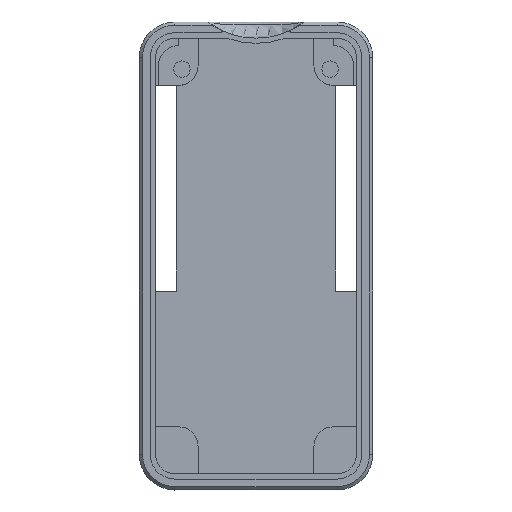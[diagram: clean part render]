
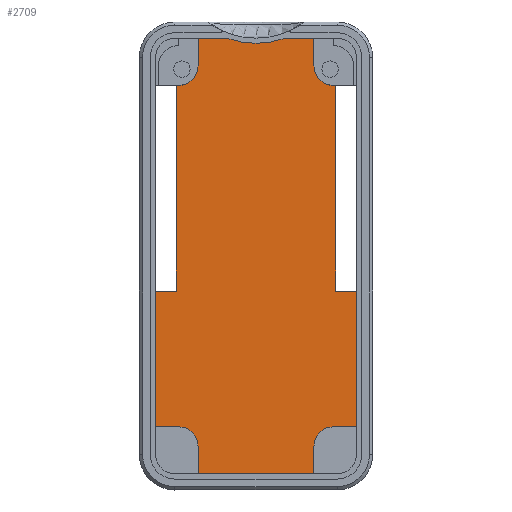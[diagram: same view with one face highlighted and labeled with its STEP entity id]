
A CAD part, top view. The second image highlights one B-rep face of the part: STEP entity #2709.
In plain terms, the highlighted planar face has unit normal (0, 0, 1).
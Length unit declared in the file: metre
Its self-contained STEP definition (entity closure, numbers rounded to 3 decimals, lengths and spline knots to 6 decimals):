
#141=CIRCLE('',#2879,0.003);
#142=CIRCLE('',#2880,0.003);
#143=CIRCLE('',#2881,0.003);
#144=CIRCLE('',#2882,0.003);
#213=ORIENTED_EDGE('',*,*,#1031,.F.);
#214=ORIENTED_EDGE('',*,*,#1032,.T.);
#215=ORIENTED_EDGE('',*,*,#1033,.T.);
#216=ORIENTED_EDGE('',*,*,#1034,.T.);
#217=ORIENTED_EDGE('',*,*,#1035,.T.);
#218=ORIENTED_EDGE('',*,*,#1036,.T.);
#219=ORIENTED_EDGE('',*,*,#1037,.F.);
#220=ORIENTED_EDGE('',*,*,#1038,.T.);
#221=ORIENTED_EDGE('',*,*,#1039,.F.);
#222=ORIENTED_EDGE('',*,*,#1040,.F.);
#223=ORIENTED_EDGE('',*,*,#1041,.F.);
#224=ORIENTED_EDGE('',*,*,#1042,.F.);
#225=ORIENTED_EDGE('',*,*,#1043,.T.);
#226=ORIENTED_EDGE('',*,*,#1044,.T.);
#227=ORIENTED_EDGE('',*,*,#1045,.T.);
#228=ORIENTED_EDGE('',*,*,#1046,.F.);
#229=ORIENTED_EDGE('',*,*,#1047,.F.);
#230=ORIENTED_EDGE('',*,*,#1048,.T.);
#231=ORIENTED_EDGE('',*,*,#1049,.F.);
#232=ORIENTED_EDGE('',*,*,#1050,.T.);
#1031=EDGE_CURVE('',#1440,#1441,#1710,.T.);
#1032=EDGE_CURVE('',#1440,#1442,#1711,.T.);
#1033=EDGE_CURVE('',#1442,#1443,#1712,.T.);
#1034=EDGE_CURVE('',#1443,#1444,#141,.F.);
#1035=EDGE_CURVE('',#1444,#1445,#1713,.T.);
#1036=EDGE_CURVE('',#1445,#1446,#1714,.T.);
#1037=EDGE_CURVE('',#1447,#1446,#1715,.T.);
#1038=EDGE_CURVE('',#1447,#1448,#142,.F.);
#1039=EDGE_CURVE('',#1449,#1448,#1716,.T.);
#1040=EDGE_CURVE('',#1450,#1449,#1717,.T.);
#1041=EDGE_CURVE('',#1451,#1450,#1718,.T.);
#1042=EDGE_CURVE('',#1452,#1451,#1719,.T.);
#1043=EDGE_CURVE('',#1452,#1453,#1720,.T.);
#1044=EDGE_CURVE('',#1453,#1454,#143,.F.);
#1045=EDGE_CURVE('',#1454,#1455,#1721,.T.);
#1046=EDGE_CURVE('',#1456,#1455,#1722,.T.);
#1047=EDGE_CURVE('',#1457,#1456,#1723,.T.);
#1048=EDGE_CURVE('',#1457,#1458,#144,.F.);
#1049=EDGE_CURVE('',#1459,#1458,#1724,.T.);
#1050=EDGE_CURVE('',#1459,#1441,#1725,.T.);
#1440=VERTEX_POINT('',#3817);
#1441=VERTEX_POINT('',#3818);
#1442=VERTEX_POINT('',#3820);
#1443=VERTEX_POINT('',#3822);
#1444=VERTEX_POINT('',#3824);
#1445=VERTEX_POINT('',#3826);
#1446=VERTEX_POINT('',#3828);
#1447=VERTEX_POINT('',#3830);
#1448=VERTEX_POINT('',#3832);
#1449=VERTEX_POINT('',#3834);
#1450=VERTEX_POINT('',#3836);
#1451=VERTEX_POINT('',#3838);
#1452=VERTEX_POINT('',#3840);
#1453=VERTEX_POINT('',#3842);
#1454=VERTEX_POINT('',#3844);
#1455=VERTEX_POINT('',#3846);
#1456=VERTEX_POINT('',#3848);
#1457=VERTEX_POINT('',#3850);
#1458=VERTEX_POINT('',#3852);
#1459=VERTEX_POINT('',#3854);
#1710=LINE('',#3816,#1987);
#1711=LINE('',#3819,#1988);
#1712=LINE('',#3821,#1989);
#1713=LINE('',#3825,#1990);
#1714=LINE('',#3827,#1991);
#1715=LINE('',#3829,#1992);
#1716=LINE('',#3833,#1993);
#1717=LINE('',#3835,#1994);
#1718=LINE('',#3837,#1995);
#1719=LINE('',#3839,#1996);
#1720=LINE('',#3841,#1997);
#1721=LINE('',#3845,#1998);
#1722=LINE('',#3847,#1999);
#1723=LINE('',#3849,#2000);
#1724=LINE('',#3853,#2001);
#1725=LINE('',#3855,#2002);
#1987=VECTOR('',#3101,1.);
#1988=VECTOR('',#3102,1.);
#1989=VECTOR('',#3103,1.);
#1990=VECTOR('',#3106,1.);
#1991=VECTOR('',#3107,1.);
#1992=VECTOR('',#3108,1.);
#1993=VECTOR('',#3111,1.);
#1994=VECTOR('',#3112,1.);
#1995=VECTOR('',#3113,1.);
#1996=VECTOR('',#3114,1.);
#1997=VECTOR('',#3115,1.);
#1998=VECTOR('',#3118,1.);
#1999=VECTOR('',#3119,1.);
#2000=VECTOR('',#3120,1.);
#2001=VECTOR('',#3123,1.);
#2002=VECTOR('',#3124,1.);
#2264=EDGE_LOOP('',(#213,#214,#215,#216,#217,#218,#219,#220,#221,#222,#223,
#224,#225,#226,#227,#228,#229,#230,#231,#232));
#2443=FACE_BOUND('',#2264,.T.);
#2622=PLANE('',#2878);
#2709=ADVANCED_FACE('',(#2443),#2622,.T.);
#2878=AXIS2_PLACEMENT_3D('',#3815,#3099,#3100);
#2879=AXIS2_PLACEMENT_3D('',#3823,#3104,#3105);
#2880=AXIS2_PLACEMENT_3D('',#3831,#3109,#3110);
#2881=AXIS2_PLACEMENT_3D('',#3843,#3116,#3117);
#2882=AXIS2_PLACEMENT_3D('',#3851,#3121,#3122);
#3099=DIRECTION('',(0.,0.,1.));
#3100=DIRECTION('',(0.,-1.,0.));
#3101=DIRECTION('',(1.,0.,0.));
#3102=DIRECTION('',(0.,1.,0.));
#3103=DIRECTION('',(-1.,0.,0.));
#3104=DIRECTION('',(0.,0.,1.));
#3105=DIRECTION('',(1.,0.,0.));
#3106=DIRECTION('',(0.,1.,0.));
#3107=DIRECTION('',(-1.,0.,0.));
#3108=DIRECTION('',(0.,1.,0.));
#3109=DIRECTION('',(0.,0.,1.));
#3110=DIRECTION('',(1.,0.,0.));
#3111=DIRECTION('',(1.,0.,0.));
#3112=DIRECTION('',(0.,1.,0.));
#3113=DIRECTION('',(1.,0.,0.));
#3114=DIRECTION('',(0.,1.,0.));
#3115=DIRECTION('',(1.,0.,0.));
#3116=DIRECTION('',(0.,0.,1.));
#3117=DIRECTION('',(1.,0.,0.));
#3118=DIRECTION('',(0.,-1.,0.));
#3119=DIRECTION('',(-1.,0.,0.));
#3120=DIRECTION('',(0.,-1.,0.));
#3121=DIRECTION('',(0.,0.,1.));
#3122=DIRECTION('',(1.,0.,0.));
#3123=DIRECTION('',(-1.,0.,0.));
#3124=DIRECTION('',(0.,1.,0.));
#3815=CARTESIAN_POINT('',(-0.015,0.0295,-0.00822));
#3816=CARTESIAN_POINT('',(0.01397,-0.005433,-0.00822));
#3817=CARTESIAN_POINT('',(0.01234,-0.005433,-0.00822));
#3818=CARTESIAN_POINT('',(0.0156,-0.005433,-0.00822));
#3819=CARTESIAN_POINT('',(0.01234,0.010534,-0.00822));
#3820=CARTESIAN_POINT('',(0.01234,0.0265,-0.00822));
#3821=CARTESIAN_POINT('',(0.0123,0.0265,-0.00822));
#3822=CARTESIAN_POINT('',(0.012,0.0265,-0.00822));
#3823=CARTESIAN_POINT('',(0.012,0.0295,-0.00822));
#3824=CARTESIAN_POINT('',(0.009,0.0295,-0.00822));
#3825=CARTESIAN_POINT('',(0.009,0.030148,-0.00822));
#3826=CARTESIAN_POINT('',(0.009,0.033796,-0.00822));
#3827=CARTESIAN_POINT('',(0.,0.033796,-0.00822));
#3828=CARTESIAN_POINT('',(-0.009,0.033796,-0.00822));
#3829=CARTESIAN_POINT('',(-0.009,0.030148,-0.00822));
#3830=CARTESIAN_POINT('',(-0.009,0.0295,-0.00822));
#3831=CARTESIAN_POINT('',(-0.012,0.0295,-0.00822));
#3832=CARTESIAN_POINT('',(-0.012,0.0265,-0.00822));
#3833=CARTESIAN_POINT('',(-0.0123,0.0265,-0.00822));
#3834=CARTESIAN_POINT('',(-0.01234,0.0265,-0.00822));
#3835=CARTESIAN_POINT('',(-0.01234,0.010534,-0.00822));
#3836=CARTESIAN_POINT('',(-0.01234,-0.005433,-0.00822));
#3837=CARTESIAN_POINT('',(-0.01397,-0.005433,-0.00822));
#3838=CARTESIAN_POINT('',(-0.0156,-0.005433,-0.00822));
#3839=CARTESIAN_POINT('',(-0.0156,0.,-0.00822));
#3840=CARTESIAN_POINT('',(-0.0156,-0.0265,-0.00822));
#3841=CARTESIAN_POINT('',(-0.0123,-0.0265,-0.00822));
#3842=CARTESIAN_POINT('',(-0.012,-0.0265,-0.00822));
#3843=CARTESIAN_POINT('',(-0.012,-0.0295,-0.00822));
#3844=CARTESIAN_POINT('',(-0.009,-0.0295,-0.00822));
#3845=CARTESIAN_POINT('',(-0.009,-0.030148,-0.00822));
#3846=CARTESIAN_POINT('',(-0.009,-0.033796,-0.00822));
#3847=CARTESIAN_POINT('',(0.,-0.033796,-0.00822));
#3848=CARTESIAN_POINT('',(0.009,-0.033796,-0.00822));
#3849=CARTESIAN_POINT('',(0.009,-0.030148,-0.00822));
#3850=CARTESIAN_POINT('',(0.009,-0.0295,-0.00822));
#3851=CARTESIAN_POINT('',(0.012,-0.0295,-0.00822));
#3852=CARTESIAN_POINT('',(0.012,-0.0265,-0.00822));
#3853=CARTESIAN_POINT('',(0.0123,-0.0265,-0.00822));
#3854=CARTESIAN_POINT('',(0.0156,-0.0265,-0.00822));
#3855=CARTESIAN_POINT('',(0.0156,0.,-0.00822));
